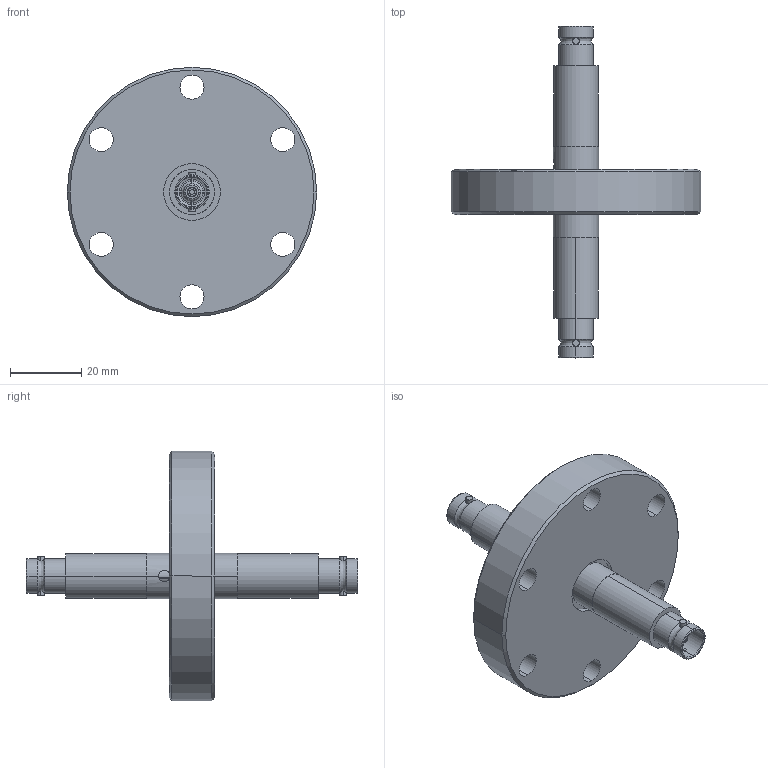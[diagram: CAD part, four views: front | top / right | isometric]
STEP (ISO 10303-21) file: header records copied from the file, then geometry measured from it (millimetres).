
FILE_DESCRIPTION (( 'STEP AP214' ), '1' );
FILE_NAME ('241-BNCD-C40.step', '2025-02-18T19:25:44', ( '' ), ( '' ), 'SwSTEP 2.0', 'SolidWorks 2022', '' );
FILE_SCHEMA (( 'AUTOMOTIVE_DESIGN' ));
Length unit declared in the file: inch
Products named in the file (1): 241-BNCD-C40
Bounding box: 69.85 x 92.96 x 69.85 mm (x, y, z)
Volume: 47777.5 mm3; surface area: 21178.8 mm2
Topology: 1 solids, 1 shells, 320 faces, 826 edges, 528 vertices
Faces by surface type: cylinder 139, plane 98, cone 52, torus 16, bspline 15
Entity records: 10416 total; most frequent: CARTESIAN_POINT 2324, DIRECTION 1801, ORIENTED_EDGE 1648, EDGE_CURVE 824, AXIS2_PLACEMENT_3D 743, VERTEX_POINT 528, CIRCLE 437, EDGE_LOOP 370
